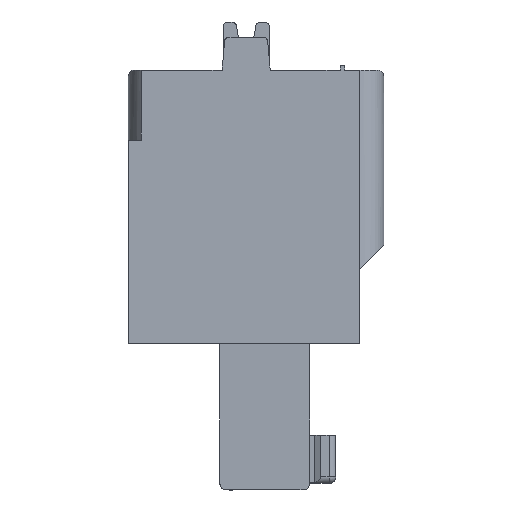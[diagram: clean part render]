
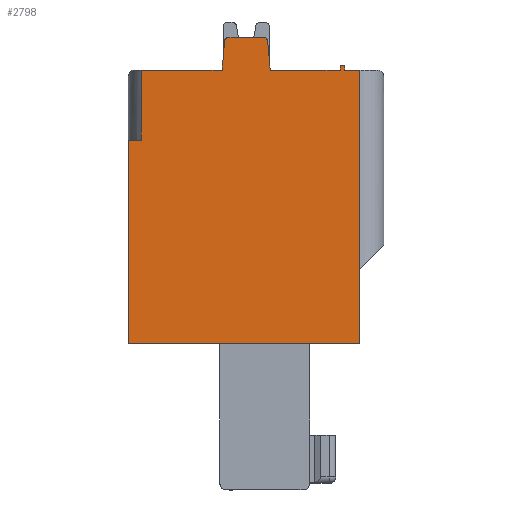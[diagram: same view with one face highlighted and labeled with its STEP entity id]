
A CAD part, left-side view. The second image highlights one B-rep face of the part: STEP entity #2798.
In plain terms, the highlighted planar face has unit normal (-1, 0, 0).
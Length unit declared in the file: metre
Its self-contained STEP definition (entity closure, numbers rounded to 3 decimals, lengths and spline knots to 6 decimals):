
#2798=ADVANCED_FACE('',(#6193),#6194,.F.);
#6193=FACE_OUTER_BOUND('',#10159,.T.);
#6194=PLANE('',#10160);
#10159=EDGE_LOOP('',(#18583,#18584,#18585,#18586,#18587,#18588,#18589,#18590,#18591,#18592,#18593,#18594,#18595,#18596,#18597,#18598));
#10160=AXIS2_PLACEMENT_3D('',#18599,#18600,#18601);
#18583=ORIENTED_EDGE('',*,*,#23383,.F.);
#18584=ORIENTED_EDGE('',*,*,#26268,.F.);
#18585=ORIENTED_EDGE('',*,*,#23979,.F.);
#18586=ORIENTED_EDGE('',*,*,#26606,.F.);
#18587=ORIENTED_EDGE('',*,*,#26607,.F.);
#18588=ORIENTED_EDGE('',*,*,#24170,.F.);
#18589=ORIENTED_EDGE('',*,*,#24824,.F.);
#18590=ORIENTED_EDGE('',*,*,#26608,.F.);
#18591=ORIENTED_EDGE('',*,*,#26609,.F.);
#18592=ORIENTED_EDGE('',*,*,#25088,.T.);
#18593=ORIENTED_EDGE('',*,*,#26610,.F.);
#18594=ORIENTED_EDGE('',*,*,#25293,.T.);
#18595=ORIENTED_EDGE('',*,*,#23444,.F.);
#18596=ORIENTED_EDGE('',*,*,#26611,.F.);
#18597=ORIENTED_EDGE('',*,*,#24359,.F.);
#18598=ORIENTED_EDGE('',*,*,#26612,.F.);
#18599=CARTESIAN_POINT('',(-0.03429,0.005085,0.0013));
#18600=DIRECTION('',(1.0,0.,0.));
#18601=DIRECTION('',(0.,0.,1.0));
#23383=EDGE_CURVE('',#28003,#28006,#28007,.T.);
#23444=EDGE_CURVE('',#28124,#28125,#28126,.T.);
#23979=EDGE_CURVE('',#29059,#29060,#29061,.T.);
#24170=EDGE_CURVE('',#29404,#29407,#29408,.T.);
#24359=EDGE_CURVE('',#29729,#29727,#29731,.T.);
#24824=EDGE_CURVE('',#30474,#29404,#30476,.T.);
#25088=EDGE_CURVE('',#30891,#30892,#30893,.T.);
#25293=EDGE_CURVE('',#31210,#28125,#31211,.T.);
#26268=EDGE_CURVE('',#29060,#28003,#32596,.T.);
#26606=EDGE_CURVE('',#33035,#29059,#33036,.T.);
#26607=EDGE_CURVE('',#29407,#33035,#33037,.T.);
#26608=EDGE_CURVE('',#33038,#30474,#33039,.T.);
#26609=EDGE_CURVE('',#30891,#33038,#33040,.T.);
#26610=EDGE_CURVE('',#31210,#30892,#33041,.T.);
#26611=EDGE_CURVE('',#29727,#28124,#33042,.T.);
#26612=EDGE_CURVE('',#28006,#29729,#33043,.T.);
#28003=VERTEX_POINT('',#34729);
#28006=VERTEX_POINT('',#34733);
#28007=LINE('',#34734,#34735);
#28124=VERTEX_POINT('',#34911);
#28125=VERTEX_POINT('',#34912);
#28126=LINE('',#34913,#34914);
#29059=VERTEX_POINT('',#36327);
#29060=VERTEX_POINT('',#36328);
#29061=LINE('',#36329,#36330);
#29404=VERTEX_POINT('',#36880);
#29407=VERTEX_POINT('',#36884);
#29408=LINE('',#36885,#36886);
#29727=VERTEX_POINT('',#37347);
#29729=VERTEX_POINT('',#37350);
#29731=LINE('',#37353,#37354);
#30474=VERTEX_POINT('',#38475);
#30476=LINE('',#38478,#38479);
#30891=VERTEX_POINT('',#39181);
#30892=VERTEX_POINT('',#39182);
#30893=CIRCLE('',#39183,0.0002);
#31210=VERTEX_POINT('',#39695);
#31211=CIRCLE('',#39696,0.0002);
#32596=LINE('',#41816,#41817);
#33035=VERTEX_POINT('',#42536);
#33036=LINE('',#42537,#42538);
#33037=LINE('',#42539,#42540);
#33038=VERTEX_POINT('',#42541);
#33039=LINE('',#42542,#42543);
#33040=LINE('',#42544,#42545);
#33041=LINE('',#42546,#42547);
#33042=LINE('',#42548,#42549);
#33043=LINE('',#42550,#42551);
#34729=CARTESIAN_POINT('',(-0.03429,0.0097,-0.0125));
#34733=CARTESIAN_POINT('',(-0.03429,0.0097,-0.0032));
#34734=CARTESIAN_POINT('',(-0.03429,0.0097,-0.0032));
#34735=VECTOR('',#44509,1.0);
#34911=CARTESIAN_POINT('',(-0.03429,0.0054,0.0));
#34912=CARTESIAN_POINT('',(-0.03429,0.005285,0.001317));
#34913=CARTESIAN_POINT('',(-0.03429,0.0054,0.0));
#34914=VECTOR('',#44569,1.0);
#36327=CARTESIAN_POINT('',(-0.03429,-0.0009,0.0));
#36328=CARTESIAN_POINT('',(-0.03429,-0.0009,-0.0125));
#36329=CARTESIAN_POINT('',(-0.03429,-0.0009,-0.0125));
#36330=VECTOR('',#45196,1.0);
#36880=CARTESIAN_POINT('',(-0.03429,0.,0.0002));
#36884=CARTESIAN_POINT('',(-0.03429,-0.0002,0.0002));
#36885=CARTESIAN_POINT('',(-0.03429,-0.0002,0.0002));
#36886=VECTOR('',#45400,1.0);
#37347=CARTESIAN_POINT('',(-0.03429,0.0091,0.0));
#37350=CARTESIAN_POINT('',(-0.03429,0.0091,-0.0032));
#37353=CARTESIAN_POINT('',(-0.03429,0.0091,0.0));
#37354=VECTOR('',#45611,1.0);
#38475=CARTESIAN_POINT('',(-0.03429,0.,0.0));
#38478=CARTESIAN_POINT('',(-0.03429,0.,0.0002));
#38479=VECTOR('',#46112,1.0);
#39181=CARTESIAN_POINT('',(-0.03429,0.003315,0.001317));
#39182=CARTESIAN_POINT('',(-0.03429,0.003514,0.0015));
#39183=AXIS2_PLACEMENT_3D('',#46385,#46386,#46387);
#39695=CARTESIAN_POINT('',(-0.03429,0.005085,0.0015));
#39696=AXIS2_PLACEMENT_3D('',#46607,#46608,#46609);
#41816=CARTESIAN_POINT('',(-0.03429,0.0097,-0.0125));
#41817=VECTOR('',#47607,1.0);
#42536=CARTESIAN_POINT('',(-0.03429,-0.0002,0.0));
#42537=CARTESIAN_POINT('',(-0.03429,0.0054,0.0));
#42538=VECTOR('',#47943,1.0);
#42539=CARTESIAN_POINT('',(-0.03429,-0.0002,0.0));
#42540=VECTOR('',#47944,1.0);
#42541=CARTESIAN_POINT('',(-0.03429,0.0032,0.0));
#42542=CARTESIAN_POINT('',(-0.03429,0.0054,0.0));
#42543=VECTOR('',#47945,1.0);
#42544=CARTESIAN_POINT('',(-0.03429,0.003419,0.0025));
#42545=VECTOR('',#47946,1.0);
#42546=CARTESIAN_POINT('',(-0.03429,0.0054,0.0015));
#42547=VECTOR('',#47947,1.0);
#42548=CARTESIAN_POINT('',(-0.03429,0.0054,0.0));
#42549=VECTOR('',#47948,1.0);
#42550=CARTESIAN_POINT('',(-0.03429,0.0091,-0.0032));
#42551=VECTOR('',#47949,1.0);
#44509=DIRECTION('',(0.0,0.,1.0));
#44569=DIRECTION('',(0.0,-0.087,0.996));
#45196=DIRECTION('',(0.,0.,-1.0));
#45400=DIRECTION('',(0.,-1.0,0.));
#45611=DIRECTION('',(0.,0.,1.0));
#46112=DIRECTION('',(0.0,0.,1.0));
#46385=CARTESIAN_POINT('',(-0.03429,0.003514,0.0013));
#46386=DIRECTION('',(-1.0,-0.0,0.0));
#46387=DIRECTION('',(0.0,0.,-1.0));
#46607=CARTESIAN_POINT('',(-0.03429,0.005085,0.0013));
#46608=DIRECTION('',(-1.0,-0.0,0.0));
#46609=DIRECTION('',(0.0,0.,-1.0));
#47607=DIRECTION('',(0.,1.0,0.));
#47943=DIRECTION('',(0.,-1.0,0.));
#47944=DIRECTION('',(0.0,0.,-1.0));
#47945=DIRECTION('',(0.,-1.0,0.));
#47946=DIRECTION('',(0.0,-0.087,-0.996));
#47947=DIRECTION('',(0.0,-1.0,0.));
#47948=DIRECTION('',(0.,-1.0,0.));
#47949=DIRECTION('',(0.,-1.0,0.));
